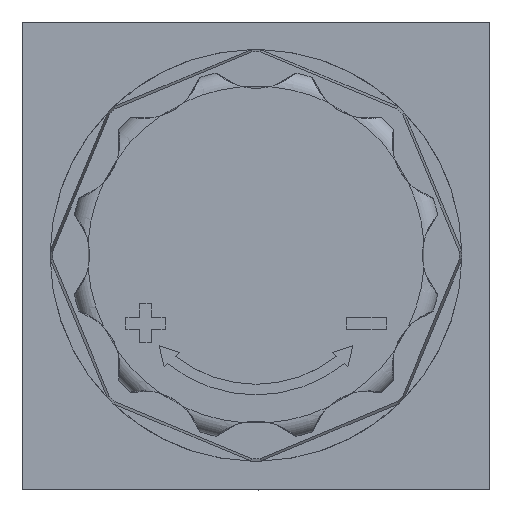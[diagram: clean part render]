
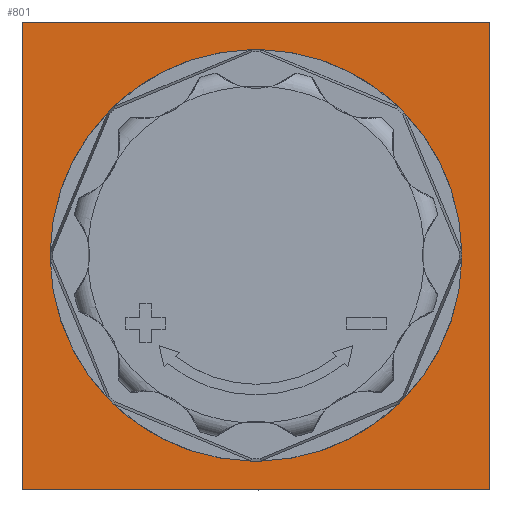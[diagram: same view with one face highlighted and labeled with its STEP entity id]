
A CAD part, top view. The second image highlights one B-rep face of the part: STEP entity #801.
In plain terms, the highlighted planar face has unit normal (0, 0, 1).
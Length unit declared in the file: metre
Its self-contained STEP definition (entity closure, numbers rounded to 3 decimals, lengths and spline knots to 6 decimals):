
#801=ADVANCED_FACE('',(#2064,#2065),#2066,.T.);
#2064=FACE_BOUND('',#3821,.T.);
#2065=FACE_OUTER_BOUND('',#3822,.T.);
#2066=PLANE('',#3823);
#3821=EDGE_LOOP('',(#8162));
#3822=EDGE_LOOP('',(#8163,#8164,#8165,#8166));
#3823=AXIS2_PLACEMENT_3D('',#8167,#8168,#8169);
#8162=ORIENTED_EDGE('',*,*,#12422,.F.);
#8163=ORIENTED_EDGE('',*,*,#12468,.T.);
#8164=ORIENTED_EDGE('',*,*,#12244,.T.);
#8165=ORIENTED_EDGE('',*,*,#12375,.T.);
#8166=ORIENTED_EDGE('',*,*,#12278,.T.);
#8167=CARTESIAN_POINT('',(0.2,0.,-0.32));
#8168=DIRECTION('',(0.0,0.0,1.0));
#8169=DIRECTION('',(0.,1.0,0.0));
#12244=EDGE_CURVE('',#14223,#14221,#14224,.T.);
#12278=EDGE_CURVE('',#14290,#14288,#14291,.T.);
#12375=EDGE_CURVE('',#14221,#14290,#14448,.T.);
#12422=EDGE_CURVE('',#14512,#14512,#14513,.T.);
#12468=EDGE_CURVE('',#14288,#14223,#14583,.T.);
#14221=VERTEX_POINT('',#17143);
#14223=VERTEX_POINT('',#17146);
#14224=LINE('',#17147,#17148);
#14288=VERTEX_POINT('',#17240);
#14290=VERTEX_POINT('',#17243);
#14291=LINE('',#17244,#17245);
#14448=LINE('',#17467,#17468);
#14512=VERTEX_POINT('',#17556);
#14513=CIRCLE('',#17557,0.035);
#14583=LINE('',#17657,#17658);
#17143=CARTESIAN_POINT('',(0.16,-0.04,-0.32));
#17146=CARTESIAN_POINT('',(0.16,0.04,-0.32));
#17147=CARTESIAN_POINT('',(0.16,-0.02125,-0.32));
#17148=VECTOR('',#24350,1.0);
#17240=CARTESIAN_POINT('',(0.24,0.04,-0.32));
#17243=CARTESIAN_POINT('',(0.24,-0.04,-0.32));
#17244=CARTESIAN_POINT('',(0.24,0.02125,-0.32));
#17245=VECTOR('',#24389,1.0);
#17467=CARTESIAN_POINT('',(0.22125,-0.04,-0.32));
#17468=VECTOR('',#24488,1.0);
#17556=CARTESIAN_POINT('',(0.235,0.,-0.32));
#17557=AXIS2_PLACEMENT_3D('',#24531,#24532,#24533);
#17657=CARTESIAN_POINT('',(0.17875,0.04,-0.32));
#17658=VECTOR('',#24576,1.0);
#24350=DIRECTION('',(0.,-1.0,0.0));
#24389=DIRECTION('',(0.,1.0,0.0));
#24488=DIRECTION('',(1.0,0.,0.0));
#24531=CARTESIAN_POINT('',(0.2,0.,-0.32));
#24532=DIRECTION('',(0.0,0.0,1.0));
#24533=DIRECTION('',(1.0,0.0,-0.0));
#24576=DIRECTION('',(-1.0,0.,0.0));
